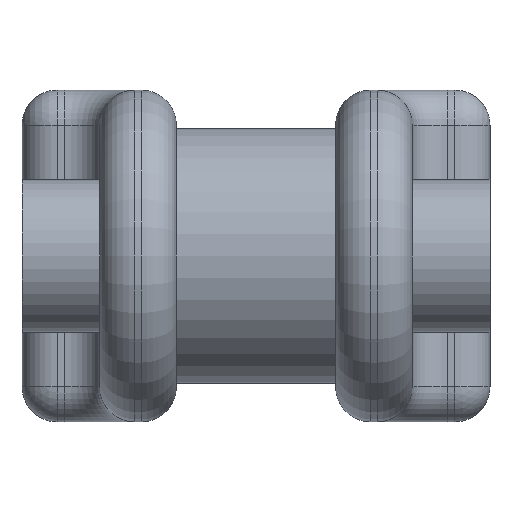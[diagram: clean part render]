
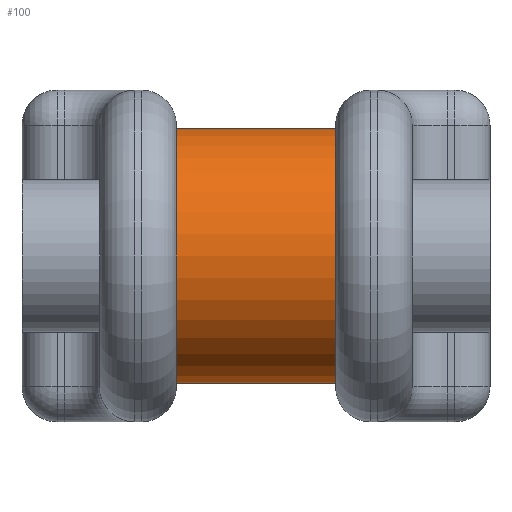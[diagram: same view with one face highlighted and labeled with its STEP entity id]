
A CAD part, left-side view. The second image highlights one B-rep face of the part: STEP entity #100.
In plain terms, the highlighted cylindrical face has radius 2.5 mm (diameter 5 mm), a partial arc.
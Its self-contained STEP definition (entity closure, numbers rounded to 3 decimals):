
#100 = ADVANCED_FACE ( 'NONE', ( #374 ), #923, .T. ) ;
#125 = VERTEX_POINT ( 'NONE', #1497 ) ;
#150 = DIRECTION ( 'NONE',  ( 0., -1., 0. ) ) ;
#290 = AXIS2_PLACEMENT_3D ( 'NONE', #1672, #150, #2212 ) ;
#361 = DIRECTION ( 'NONE',  ( 0., -1., 0. ) ) ;
#374 = FACE_OUTER_BOUND ( 'NONE', #828, .T. ) ;
#460 = CARTESIAN_POINT ( 'NONE',  ( 0., 1.56, -2.5 ) ) ;
#486 = VERTEX_POINT ( 'NONE', #2169 ) ;
#529 = VERTEX_POINT ( 'NONE', #1581 ) ;
#594 = EDGE_CURVE ( 'NONE', #486, #529, #919, .T. ) ;
#599 = EDGE_CURVE ( 'NONE', #529, #125, #1399, .T. ) ;
#621 = DIRECTION ( 'NONE',  ( 0., 1., 0. ) ) ;
#740 = ORIENTED_EDGE ( 'NONE', *, *, #599, .F. ) ;
#774 = CARTESIAN_POINT ( 'NONE',  ( 0., 1.56, 2.5 ) ) ;
#828 = EDGE_LOOP ( 'NONE', ( #2231, #1832, #2419, #740 ) ) ;
#836 = AXIS2_PLACEMENT_3D ( 'NONE', #1531, #1524, #1349 ) ;
#878 = LINE ( 'NONE', #1295, #2336 ) ;
#919 = LINE ( 'NONE', #774, #2252 ) ;
#923 = CYLINDRICAL_SURFACE ( 'NONE', #290, 2.5 ) ;
#1162 = AXIS2_PLACEMENT_3D ( 'NONE', #1184, #621, #1371 ) ;
#1164 = DIRECTION ( 'NONE',  ( 0., -1., 0. ) ) ;
#1184 = CARTESIAN_POINT ( 'NONE',  ( 0., 1.56, 0. ) ) ;
#1246 = VERTEX_POINT ( 'NONE', #460 ) ;
#1295 = CARTESIAN_POINT ( 'NONE',  ( 0., 1.56, -2.5 ) ) ;
#1349 = DIRECTION ( 'NONE',  ( 0., 0., -1. ) ) ;
#1371 = DIRECTION ( 'NONE',  ( 0., 0., 1. ) ) ;
#1399 = CIRCLE ( 'NONE', #836, 2.5 ) ;
#1497 = CARTESIAN_POINT ( 'NONE',  ( 0., -1.56, -2.5 ) ) ;
#1524 = DIRECTION ( 'NONE',  ( 0., -1., 0. ) ) ;
#1531 = CARTESIAN_POINT ( 'NONE',  ( 0., -1.56, 0. ) ) ;
#1581 = CARTESIAN_POINT ( 'NONE',  ( 0., -1.56, 2.5 ) ) ;
#1657 = EDGE_CURVE ( 'NONE', #1246, #125, #878, .T. ) ;
#1672 = CARTESIAN_POINT ( 'NONE',  ( 0., 1.56, 0. ) ) ;
#1832 = ORIENTED_EDGE ( 'NONE', *, *, #2148, .F. ) ;
#1929 = CIRCLE ( 'NONE', #1162, 2.5 ) ;
#2148 = EDGE_CURVE ( 'NONE', #1246, #486, #1929, .T. ) ;
#2169 = CARTESIAN_POINT ( 'NONE',  ( 0., 1.56, 2.5 ) ) ;
#2212 = DIRECTION ( 'NONE',  ( 0., 0., -1. ) ) ;
#2231 = ORIENTED_EDGE ( 'NONE', *, *, #594, .F. ) ;
#2252 = VECTOR ( 'NONE', #1164, 1000. ) ;
#2336 = VECTOR ( 'NONE', #361, 1000. ) ;
#2419 = ORIENTED_EDGE ( 'NONE', *, *, #1657, .T. ) ;
